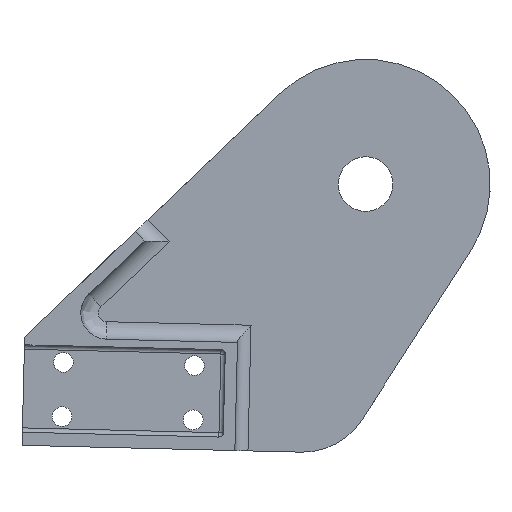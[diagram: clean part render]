
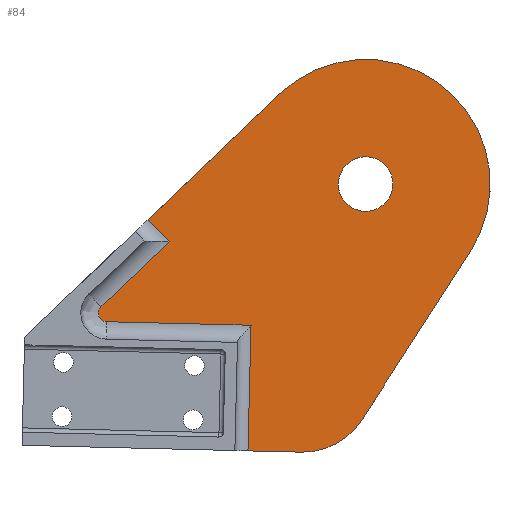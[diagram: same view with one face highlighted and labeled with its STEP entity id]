
A CAD part, front view. The second image highlights one B-rep face of the part: STEP entity #84.
In plain terms, the highlighted planar face has unit normal (0, -1, 0).
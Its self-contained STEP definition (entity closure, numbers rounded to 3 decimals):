
#69=FACE_BOUND('',#179,.T.);
#70=FACE_BOUND('',#180,.T.);
#84=ADVANCED_FACE('',(#69,#70),#122,.T.);
#122=PLANE('',#733);
#179=EDGE_LOOP('',(#278,#279,#280,#281,#282,#283,#284,#285,#286,#287));
#180=EDGE_LOOP('',(#288));
#232=CIRCLE('',#729,16.);
#233=CIRCLE('',#730,28.5);
#234=CIRCLE('',#731,2.);
#235=CIRCLE('',#732,6.25);
#278=ORIENTED_EDGE('',*,*,#528,.T.);
#279=ORIENTED_EDGE('',*,*,#529,.T.);
#280=ORIENTED_EDGE('',*,*,#503,.F.);
#281=ORIENTED_EDGE('',*,*,#530,.T.);
#282=ORIENTED_EDGE('',*,*,#531,.F.);
#283=ORIENTED_EDGE('',*,*,#532,.T.);
#284=ORIENTED_EDGE('',*,*,#533,.F.);
#285=ORIENTED_EDGE('',*,*,#534,.T.);
#286=ORIENTED_EDGE('',*,*,#535,.T.);
#287=ORIENTED_EDGE('',*,*,#536,.T.);
#288=ORIENTED_EDGE('',*,*,#537,.T.);
#440=VERTEX_POINT('',#992);
#441=VERTEX_POINT('',#993);
#464=VERTEX_POINT('',#1044);
#465=VERTEX_POINT('',#1045);
#466=VERTEX_POINT('',#1048);
#467=VERTEX_POINT('',#1050);
#468=VERTEX_POINT('',#1052);
#469=VERTEX_POINT('',#1054);
#470=VERTEX_POINT('',#1056);
#471=VERTEX_POINT('',#1058);
#472=VERTEX_POINT('',#1061);
#503=EDGE_CURVE('',#440,#441,#597,.T.);
#528=EDGE_CURVE('',#464,#465,#610,.T.);
#529=EDGE_CURVE('',#465,#441,#611,.T.);
#530=EDGE_CURVE('',#440,#466,#232,.T.);
#531=EDGE_CURVE('',#467,#466,#612,.T.);
#532=EDGE_CURVE('',#467,#468,#233,.T.);
#533=EDGE_CURVE('',#469,#468,#613,.T.);
#534=EDGE_CURVE('',#469,#470,#614,.T.);
#535=EDGE_CURVE('',#470,#471,#615,.T.);
#536=EDGE_CURVE('',#471,#464,#234,.T.);
#537=EDGE_CURVE('',#472,#472,#235,.T.);
#597=LINE('',#991,#655);
#610=LINE('',#1043,#668);
#611=LINE('',#1046,#669);
#612=LINE('',#1049,#670);
#613=LINE('',#1053,#671);
#614=LINE('',#1055,#672);
#615=LINE('',#1057,#673);
#655=VECTOR('',#788,1.);
#668=VECTOR('',#831,1.);
#669=VECTOR('',#832,1.);
#670=VECTOR('',#835,1.);
#671=VECTOR('',#838,1.);
#672=VECTOR('',#839,1.);
#673=VECTOR('',#840,1.);
#729=AXIS2_PLACEMENT_3D('',#1047,#833,#834);
#730=AXIS2_PLACEMENT_3D('',#1051,#836,#837);
#731=AXIS2_PLACEMENT_3D('',#1059,#841,#842);
#732=AXIS2_PLACEMENT_3D('',#1060,#843,#844);
#733=AXIS2_PLACEMENT_3D('',#1062,#845,#846);
#788=DIRECTION('',(-1.,0.,0.024));
#831=DIRECTION('',(1.,0.,-0.024));
#832=DIRECTION('',(-0.024,0.,-1.));
#833=DIRECTION('',(0.,-1.,0.));
#834=DIRECTION('',(0.651,0.,-0.759));
#835=DIRECTION('',(-0.542,0.,-0.841));
#836=DIRECTION('',(0.,-1.,0.));
#837=DIRECTION('',(0.651,0.,-0.759));
#838=DIRECTION('',(0.723,0.,0.69));
#839=DIRECTION('',(0.69,0.,-0.723));
#840=DIRECTION('',(-0.723,0.,-0.69));
#841=DIRECTION('',(0.,-1.,0.));
#842=DIRECTION('',(0.651,0.,-0.759));
#843=DIRECTION('',(0.,1.,0.));
#844=DIRECTION('',(-0.869,0.,-0.495));
#845=DIRECTION('',(0.,-1.,0.));
#846=DIRECTION('',(0.651,0.,-0.759));
#991=CARTESIAN_POINT('',(-568.522,-46.339,-126.123));
#992=CARTESIAN_POINT('',(-400.655,-46.376,-130.223));
#993=CARTESIAN_POINT('',(-412.837,-46.373,-129.925));
#1043=CARTESIAN_POINT('',(-386.723,-46.379,-101.811));
#1044=CARTESIAN_POINT('',(-445.121,-46.366,-100.384));
#1045=CARTESIAN_POINT('',(-412.135,-46.373,-101.19));
#1046=CARTESIAN_POINT('',(-411.331,-46.373,-68.274));
#1047=CARTESIAN_POINT('',(-400.264,-46.376,-114.228));
#1048=CARTESIAN_POINT('',(-386.815,-46.379,-122.895));
#1049=CARTESIAN_POINT('',(-361.963,-46.384,-84.334));
#1050=CARTESIAN_POINT('',(-361.963,-46.384,-84.334));
#1051=CARTESIAN_POINT('',(-385.919,-46.379,-68.895));
#1052=CARTESIAN_POINT('',(-405.594,-46.375,-48.275));
#1053=CARTESIAN_POINT('',(-395.493,-46.377,-38.637));
#1054=CARTESIAN_POINT('',(-435.701,-46.368,-77.003));
#1055=CARTESIAN_POINT('',(-416.026,-46.372,-97.623));
#1056=CARTESIAN_POINT('',(-430.869,-46.369,-82.068));
#1057=CARTESIAN_POINT('',(-446.453,-46.366,-96.938));
#1058=CARTESIAN_POINT('',(-446.453,-46.366,-96.938));
#1059=CARTESIAN_POINT('',(-445.072,-46.366,-98.385));
#1060=CARTESIAN_POINT('',(-385.919,-46.379,-68.895));
#1061=CARTESIAN_POINT('',(-391.35,-46.378,-71.988));
#1062=CARTESIAN_POINT('',(-385.919,-46.379,-68.895));
